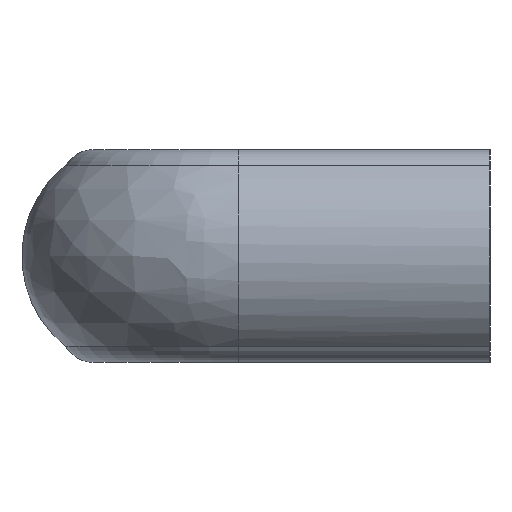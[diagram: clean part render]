
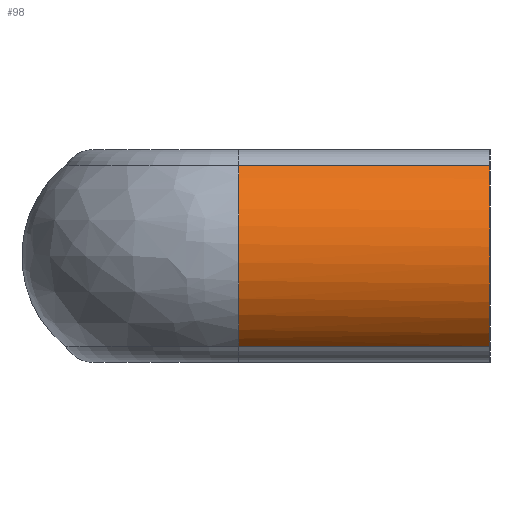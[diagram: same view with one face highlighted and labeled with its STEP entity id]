
A CAD part, left-side view. The second image highlights one B-rep face of the part: STEP entity #98.
In plain terms, the highlighted cylindrical face has radius 13.591 mm (diameter 27.182 mm), a partial arc.
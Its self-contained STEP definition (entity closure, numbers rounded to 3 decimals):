
#98 = ADVANCED_FACE( '', ( #201 ), #202, .T. );
#201 = FACE_OUTER_BOUND( '', #344, .T. );
#202 = CYLINDRICAL_SURFACE( '', #345, 13.591 );
#344 = EDGE_LOOP( '', ( #528, #529, #530, #531 ) );
#345 = AXIS2_PLACEMENT_3D( '', #532, #533, #534 );
#528 = ORIENTED_EDGE( '', *, *, #570, .T. );
#529 = ORIENTED_EDGE( '', *, *, #610, .F. );
#530 = ORIENTED_EDGE( '', *, *, #628, .F. );
#531 = ORIENTED_EDGE( '', *, *, #590, .T. );
#532 = CARTESIAN_POINT( '', ( 13.592, 0., 0. ) );
#533 = DIRECTION( '', ( 0., -1., 0. ) );
#534 = DIRECTION( '', ( 0., 0., 1. ) );
#570 = EDGE_CURVE( '', #652, #650, #653, .T. );
#590 = EDGE_CURVE( '', #683, #652, #684, .T. );
#610 = EDGE_CURVE( '', #711, #650, #713, .T. );
#628 = EDGE_CURVE( '', #683, #711, #737, .T. );
#650 = VERTEX_POINT( '', #758 );
#652 = VERTEX_POINT( '', #760 );
#653 = B_SPLINE_CURVE_WITH_KNOTS( '', 3, ( #761, #762, #763, #764, #765, #766, #767, #768, #769, #770, #771, #772, #773, #774, #775, #776, #777, #778 ), .UNSPECIFIED., .F., .F., ( 4, 2, 2, 2, 2, 2, 2, 2, 4 ), ( 0., 0.125, 0.25, 0.375, 0.5, 0.625, 0.75, 0.875, 1. ), .UNSPECIFIED. );
#683 = VERTEX_POINT( '', #889 );
#684 = LINE( '', #890, #891 );
#711 = VERTEX_POINT( '', #959 );
#713 = LINE( '', #961, #962 );
#737 = CIRCLE( '', #1031, 13.591 );
#758 = CARTESIAN_POINT( '', ( 5.106, 29.5, -10.617 ) );
#760 = CARTESIAN_POINT( '', ( 5.106, 29.5, 10.616 ) );
#761 = CARTESIAN_POINT( '', ( 5.106, 29.5, 10.616 ) );
#762 = CARTESIAN_POINT( '', ( 4.313, 29.5, 9.982 ) );
#763 = CARTESIAN_POINT( '', ( 3.592, 29.5, 9.259 ) );
#764 = CARTESIAN_POINT( '', ( 2.327, 29.5, 7.671 ) );
#765 = CARTESIAN_POINT( '', ( 1.784, 29.5, 6.805 ) );
#766 = CARTESIAN_POINT( '', ( 0.904, 29.5, 4.975 ) );
#767 = CARTESIAN_POINT( '', ( 0.567, 29.5, 4.011 ) );
#768 = CARTESIAN_POINT( '', ( 0.115, 29.5, 2.031 ) );
#769 = CARTESIAN_POINT( '', ( 0.001, 29.5, 1.015 ) );
#770 = CARTESIAN_POINT( '', ( 0.001, 29.5, -1.015 ) );
#771 = CARTESIAN_POINT( '', ( 0.115, 29.5, -2.031 ) );
#772 = CARTESIAN_POINT( '', ( 0.567, 29.5, -4.011 ) );
#773 = CARTESIAN_POINT( '', ( 0.904, 29.5, -4.975 ) );
#774 = CARTESIAN_POINT( '', ( 1.784, 29.5, -6.805 ) );
#775 = CARTESIAN_POINT( '', ( 2.327, 29.5, -7.671 ) );
#776 = CARTESIAN_POINT( '', ( 3.592, 29.5, -9.259 ) );
#777 = CARTESIAN_POINT( '', ( 4.313, 29.5, -9.982 ) );
#778 = CARTESIAN_POINT( '', ( 5.106, 29.5, -10.616 ) );
#889 = CARTESIAN_POINT( '', ( 5.106, 0., 10.616 ) );
#890 = CARTESIAN_POINT( '', ( 5.106, 0., 10.616 ) );
#891 = VECTOR( '', #1105, 1000. );
#959 = CARTESIAN_POINT( '', ( 5.106, 0., -10.616 ) );
#961 = CARTESIAN_POINT( '', ( 5.106, 0., -10.616 ) );
#962 = VECTOR( '', #1126, 1000. );
#1031 = AXIS2_PLACEMENT_3D( '', #1144, #1145, #1146 );
#1105 = DIRECTION( '', ( 0., 1., 0. ) );
#1126 = DIRECTION( '', ( 0., 1., 0. ) );
#1144 = CARTESIAN_POINT( '', ( 13.592, 0., 0. ) );
#1145 = DIRECTION( '', ( 0., -1., 0. ) );
#1146 = DIRECTION( '', ( 0., 0., 1. ) );
